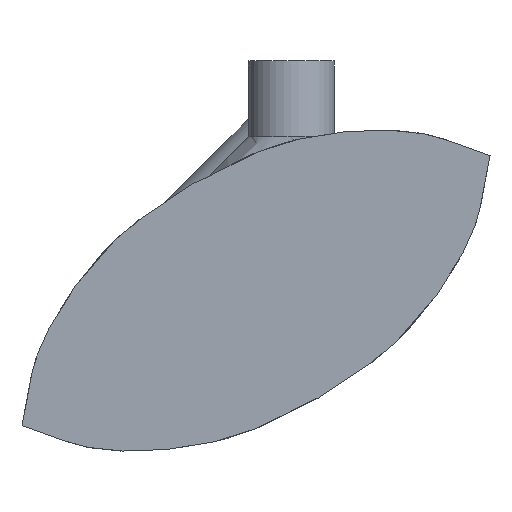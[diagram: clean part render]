
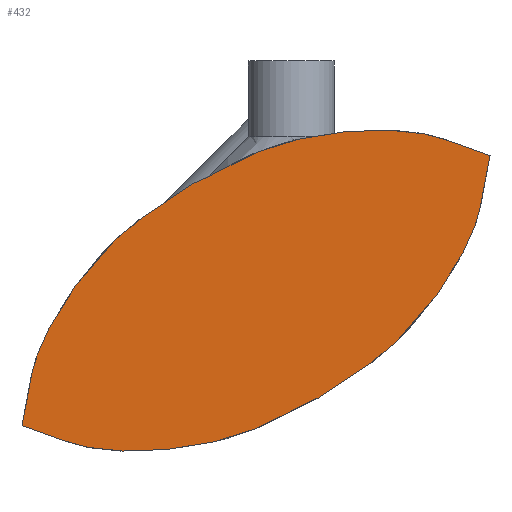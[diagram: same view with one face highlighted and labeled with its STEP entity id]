
A CAD part, left-side view. The second image highlights one B-rep face of the part: STEP entity #432.
In plain terms, the highlighted planar face has unit normal (-1, 0, 0).
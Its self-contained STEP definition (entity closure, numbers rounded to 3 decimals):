
#134=FACE_OUTER_BOUND('',#166,.T.);
#166=EDGE_LOOP('',(#389,#390,#391,#392));
#176=(
BOUNDED_CURVE()
B_SPLINE_CURVE(5,(#1263,#1264,#1265,#1266,#1267,#1268,#1269,#1270,#1271,
#1272,#1273,#1274,#1275,#1276,#1277,#1278,#1279,#1280,#1281,#1282,#1283,
#1284,#1285,#1286,#1287),.UNSPECIFIED.,.F.,.F.)
B_SPLINE_CURVE_WITH_KNOTS((6,1,1,1,1,1,1,1,1,1,1,1,1,1,1,1,1,1,1,1,6),(0.,
0.05,0.1,0.15,0.2,0.25,0.3,0.35,0.4,0.45,0.5,0.55,0.6,0.65,0.7,0.75,0.8,
0.85,0.9,0.95,1.),.UNSPECIFIED.)
CURVE()
GEOMETRIC_REPRESENTATION_ITEM()
RATIONAL_B_SPLINE_CURVE((1.,1.,1.,1.,1.,1.,1.,1.,1.,1.,1.,1.,1.,1.,1.,1.,
1.,1.,1.,1.,1.,1.,1.,1.,1.))
REPRESENTATION_ITEM('')
);
#178=(
BOUNDED_CURVE()
B_SPLINE_CURVE(5,(#1366,#1367,#1368,#1369,#1370,#1371,#1372,#1373,#1374,
#1375,#1376,#1377,#1378,#1379,#1380,#1381,#1382,#1383,#1384,#1385,#1386,
#1387,#1388,#1389,#1390),.UNSPECIFIED.,.F.,.F.)
B_SPLINE_CURVE_WITH_KNOTS((6,1,1,1,1,1,1,1,1,1,1,1,1,1,1,1,1,1,1,1,6),(-1.,
-0.95,-0.9,-0.85,-0.8,-0.75,-0.7,-0.65,-0.6,-0.55,-0.5,-0.45,-0.4,-0.35,
-0.3,-0.25,-0.2,-0.15,-0.1,-0.05,0.),.UNSPECIFIED.)
CURVE()
GEOMETRIC_REPRESENTATION_ITEM()
RATIONAL_B_SPLINE_CURVE((1.,1.,1.,1.,1.,1.,1.,1.,1.,1.,1.,1.,1.,1.,1.,1.,
1.,1.,1.,1.,1.,1.,1.,1.,1.))
REPRESENTATION_ITEM('')
);
#180=(
BOUNDED_CURVE()
B_SPLINE_CURVE(5,(#1469,#1470,#1471,#1472,#1473,#1474,#1475,#1476,#1477,
#1478,#1479,#1480,#1481,#1482,#1483,#1484,#1485,#1486,#1487,#1488,#1489,
#1490,#1491,#1492,#1493),.UNSPECIFIED.,.F.,.F.)
B_SPLINE_CURVE_WITH_KNOTS((6,1,1,1,1,1,1,1,1,1,1,1,1,1,1,1,1,1,1,1,6),(0.,
0.05,0.1,0.15,0.2,0.25,0.3,0.35,0.4,0.45,0.5,0.55,0.6,0.65,0.7,0.75,0.8,
0.85,0.9,0.95,1.),.UNSPECIFIED.)
CURVE()
GEOMETRIC_REPRESENTATION_ITEM()
RATIONAL_B_SPLINE_CURVE((1.,1.,1.,1.,1.,1.,1.,1.,1.,1.,1.,1.,1.,1.,1.,1.,
1.,1.,1.,1.,1.,1.,1.,1.,1.))
REPRESENTATION_ITEM('')
);
#182=(
BOUNDED_CURVE()
B_SPLINE_CURVE(5,(#1570,#1571,#1572,#1573,#1574,#1575,#1576,#1577,#1578,
#1579,#1580,#1581,#1582,#1583,#1584,#1585,#1586,#1587,#1588,#1589,#1590,
#1591,#1592,#1593,#1594),.UNSPECIFIED.,.F.,.F.)
B_SPLINE_CURVE_WITH_KNOTS((6,1,1,1,1,1,1,1,1,1,1,1,1,1,1,1,1,1,1,1,6),(-1.,
-0.95,-0.9,-0.85,-0.8,-0.75,-0.7,-0.65,-0.6,-0.55,-0.5,-0.45,-0.4,-0.35,
-0.3,-0.25,-0.2,-0.15,-0.1,-0.05,0.),.UNSPECIFIED.)
CURVE()
GEOMETRIC_REPRESENTATION_ITEM()
RATIONAL_B_SPLINE_CURVE((1.,1.,1.,1.,1.,1.,1.,1.,1.,1.,1.,1.,1.,1.,1.,1.,
1.,1.,1.,1.,1.,1.,1.,1.,1.))
REPRESENTATION_ITEM('')
);
#213=VERTEX_POINT('',#1260);
#214=VERTEX_POINT('',#1262);
#216=VERTEX_POINT('',#1365);
#218=VERTEX_POINT('',#1468);
#267=EDGE_CURVE('',#214,#213,#176,.T.);
#270=EDGE_CURVE('',#216,#214,#178,.T.);
#273=EDGE_CURVE('',#218,#216,#180,.T.);
#276=EDGE_CURVE('',#213,#218,#182,.T.);
#389=ORIENTED_EDGE('',*,*,#276,.T.);
#390=ORIENTED_EDGE('',*,*,#273,.T.);
#391=ORIENTED_EDGE('',*,*,#270,.T.);
#392=ORIENTED_EDGE('',*,*,#267,.T.);
#403=PLANE('',#479);
#432=ADVANCED_FACE('',(#134),#403,.F.);
#479=AXIS2_PLACEMENT_3D('',#1596,#570,#571);
#570=DIRECTION('center_axis',(1.,0.,0.));
#571=DIRECTION('ref_axis',(0.,1.,0.));
#1260=CARTESIAN_POINT('',(-75.,14.189,-15.222));
#1262=CARTESIAN_POINT('',(-75.,5.125,-2.442));
#1263=CARTESIAN_POINT('Ctrl Pts',(-75.,5.125,-2.442));
#1264=CARTESIAN_POINT('Ctrl Pts',(-75.,5.228,-2.528));
#1265=CARTESIAN_POINT('Ctrl Pts',(-75.,5.439,-2.694));
#1266=CARTESIAN_POINT('Ctrl Pts',(-75.,5.767,-2.929));
#1267=CARTESIAN_POINT('Ctrl Pts',(-75.,6.227,-3.219));
#1268=CARTESIAN_POINT('Ctrl Pts',(-75.,6.847,-3.582));
#1269=CARTESIAN_POINT('Ctrl Pts',(-75.,7.511,-3.992));
#1270=CARTESIAN_POINT('Ctrl Pts',(-75.,8.216,-4.492));
#1271=CARTESIAN_POINT('Ctrl Pts',(-75.,8.954,-5.108));
#1272=CARTESIAN_POINT('Ctrl Pts',(-75.,9.705,-5.837));
#1273=CARTESIAN_POINT('Ctrl Pts',(-75.,10.447,-6.659));
#1274=CARTESIAN_POINT('Ctrl Pts',(-75.,11.153,-7.542));
#1275=CARTESIAN_POINT('Ctrl Pts',(-75.,11.798,-8.447));
#1276=CARTESIAN_POINT('Ctrl Pts',(-75.,12.362,-9.338));
#1277=CARTESIAN_POINT('Ctrl Pts',(-75.,12.829,-10.184));
#1278=CARTESIAN_POINT('Ctrl Pts',(-75.,13.196,-10.969));
#1279=CARTESIAN_POINT('Ctrl Pts',(-75.,13.467,-11.686));
#1280=CARTESIAN_POINT('Ctrl Pts',(-75.,13.655,-12.341));
#1281=CARTESIAN_POINT('Ctrl Pts',(-75.,13.778,-12.946));
#1282=CARTESIAN_POINT('Ctrl Pts',(-75.,13.862,-13.516));
#1283=CARTESIAN_POINT('Ctrl Pts',(-75.,13.937,-14.072));
#1284=CARTESIAN_POINT('Ctrl Pts',(-75.,14.015,-14.521));
#1285=CARTESIAN_POINT('Ctrl Pts',(-75.,14.093,-14.867));
#1286=CARTESIAN_POINT('Ctrl Pts',(-75.,14.155,-15.103));
#1287=CARTESIAN_POINT('Ctrl Pts',(-75.,14.189,-15.222));
#1365=CARTESIAN_POINT('',(-75.,-10.475,-0.983));
#1366=CARTESIAN_POINT('Ctrl Pts',(-75.,-10.475,-0.983));
#1367=CARTESIAN_POINT('Ctrl Pts',(-75.,-10.355,-0.952));
#1368=CARTESIAN_POINT('Ctrl Pts',(-75.,-10.12,-0.888));
#1369=CARTESIAN_POINT('Ctrl Pts',(-75.,-9.781,-0.782));
#1370=CARTESIAN_POINT('Ctrl Pts',(-75.,-9.353,-0.625));
#1371=CARTESIAN_POINT('Ctrl Pts',(-75.,-8.834,-0.412));
#1372=CARTESIAN_POINT('Ctrl Pts',(-75.,-8.298,-0.2));
#1373=CARTESIAN_POINT('Ctrl Pts',(-75.,-7.713,-0.005));
#1374=CARTESIAN_POINT('Ctrl Pts',(-75.,-7.052,0.161));
#1375=CARTESIAN_POINT('Ctrl Pts',(-75.,-6.295,0.285));
#1376=CARTESIAN_POINT('Ctrl Pts',(-75.,-5.432,0.359));
#1377=CARTESIAN_POINT('Ctrl Pts',(-75.,-4.466,0.377));
#1378=CARTESIAN_POINT('Ctrl Pts',(-75.,-3.413,0.334));
#1379=CARTESIAN_POINT('Ctrl Pts',(-75.,-2.306,0.228));
#1380=CARTESIAN_POINT('Ctrl Pts',(-75.,-1.188,0.058));
#1381=CARTESIAN_POINT('Ctrl Pts',(-75.,-0.105,-0.173));
#1382=CARTESIAN_POINT('Ctrl Pts',(-75.,0.902,-0.459));
#1383=CARTESIAN_POINT('Ctrl Pts',(-75.,1.804,-0.79));
#1384=CARTESIAN_POINT('Ctrl Pts',(-75.,2.59,-1.151));
#1385=CARTESIAN_POINT('Ctrl Pts',(-75.,3.277,-1.521));
#1386=CARTESIAN_POINT('Ctrl Pts',(-75.,3.9,-1.876));
#1387=CARTESIAN_POINT('Ctrl Pts',(-75.,4.382,-2.13));
#1388=CARTESIAN_POINT('Ctrl Pts',(-75.,4.749,-2.296));
#1389=CARTESIAN_POINT('Ctrl Pts',(-75.,4.999,-2.395));
#1390=CARTESIAN_POINT('Ctrl Pts',(-75.,5.125,-2.442));
#1468=CARTESIAN_POINT('',(-75.,-1.411,-13.763));
#1469=CARTESIAN_POINT('Ctrl Pts',(-75.,-1.411,-13.763));
#1470=CARTESIAN_POINT('Ctrl Pts',(-75.,-1.514,-13.677));
#1471=CARTESIAN_POINT('Ctrl Pts',(-75.,-1.725,-13.51));
#1472=CARTESIAN_POINT('Ctrl Pts',(-75.,-2.053,-13.275));
#1473=CARTESIAN_POINT('Ctrl Pts',(-75.,-2.514,-12.985));
#1474=CARTESIAN_POINT('Ctrl Pts',(-75.,-3.133,-12.622));
#1475=CARTESIAN_POINT('Ctrl Pts',(-75.,-3.797,-12.213));
#1476=CARTESIAN_POINT('Ctrl Pts',(-75.,-4.502,-11.712));
#1477=CARTESIAN_POINT('Ctrl Pts',(-75.,-5.24,-11.097));
#1478=CARTESIAN_POINT('Ctrl Pts',(-75.,-5.991,-10.368));
#1479=CARTESIAN_POINT('Ctrl Pts',(-75.,-6.733,-9.545));
#1480=CARTESIAN_POINT('Ctrl Pts',(-75.,-7.439,-8.662));
#1481=CARTESIAN_POINT('Ctrl Pts',(-75.,-8.084,-7.757));
#1482=CARTESIAN_POINT('Ctrl Pts',(-75.,-8.648,-6.866));
#1483=CARTESIAN_POINT('Ctrl Pts',(-75.,-9.116,-6.02));
#1484=CARTESIAN_POINT('Ctrl Pts',(-75.,-9.483,-5.236));
#1485=CARTESIAN_POINT('Ctrl Pts',(-75.,-9.754,-4.518));
#1486=CARTESIAN_POINT('Ctrl Pts',(-75.,-9.941,-3.863));
#1487=CARTESIAN_POINT('Ctrl Pts',(-75.,-10.064,-3.259));
#1488=CARTESIAN_POINT('Ctrl Pts',(-75.,-10.148,-2.689));
#1489=CARTESIAN_POINT('Ctrl Pts',(-75.,-10.224,-2.133));
#1490=CARTESIAN_POINT('Ctrl Pts',(-75.,-10.301,-1.683));
#1491=CARTESIAN_POINT('Ctrl Pts',(-75.,-10.379,-1.337));
#1492=CARTESIAN_POINT('Ctrl Pts',(-75.,-10.441,-1.102));
#1493=CARTESIAN_POINT('Ctrl Pts',(-75.,-10.475,-0.983));
#1570=CARTESIAN_POINT('Ctrl Pts',(-75.,14.189,-15.222));
#1571=CARTESIAN_POINT('Ctrl Pts',(-75.,14.069,-15.252));
#1572=CARTESIAN_POINT('Ctrl Pts',(-75.,13.833,-15.316));
#1573=CARTESIAN_POINT('Ctrl Pts',(-75.,13.495,-15.422));
#1574=CARTESIAN_POINT('Ctrl Pts',(-75.,13.067,-15.579));
#1575=CARTESIAN_POINT('Ctrl Pts',(-75.,12.548,-15.792));
#1576=CARTESIAN_POINT('Ctrl Pts',(-75.,12.012,-16.004));
#1577=CARTESIAN_POINT('Ctrl Pts',(-75.,11.427,-16.2));
#1578=CARTESIAN_POINT('Ctrl Pts',(-75.,10.766,-16.365));
#1579=CARTESIAN_POINT('Ctrl Pts',(-75.,10.009,-16.489));
#1580=CARTESIAN_POINT('Ctrl Pts',(-75.,9.146,-16.564));
#1581=CARTESIAN_POINT('Ctrl Pts',(-75.,8.18,-16.582));
#1582=CARTESIAN_POINT('Ctrl Pts',(-75.,7.126,-16.539));
#1583=CARTESIAN_POINT('Ctrl Pts',(-75.,6.02,-16.433));
#1584=CARTESIAN_POINT('Ctrl Pts',(-75.,4.902,-16.263));
#1585=CARTESIAN_POINT('Ctrl Pts',(-75.,3.819,-16.032));
#1586=CARTESIAN_POINT('Ctrl Pts',(-75.,2.812,-15.746));
#1587=CARTESIAN_POINT('Ctrl Pts',(-75.,1.91,-15.415));
#1588=CARTESIAN_POINT('Ctrl Pts',(-75.,1.124,-15.054));
#1589=CARTESIAN_POINT('Ctrl Pts',(-75.,0.437,-14.684));
#1590=CARTESIAN_POINT('Ctrl Pts',(-75.,-0.186,-14.329));
#1591=CARTESIAN_POINT('Ctrl Pts',(-75.,-0.668,-14.074));
#1592=CARTESIAN_POINT('Ctrl Pts',(-75.,-1.035,-13.908));
#1593=CARTESIAN_POINT('Ctrl Pts',(-75.,-1.285,-13.809));
#1594=CARTESIAN_POINT('Ctrl Pts',(-75.,-1.411,-13.763));
#1596=CARTESIAN_POINT('Origin',(-75.,1.857,-8.102));
